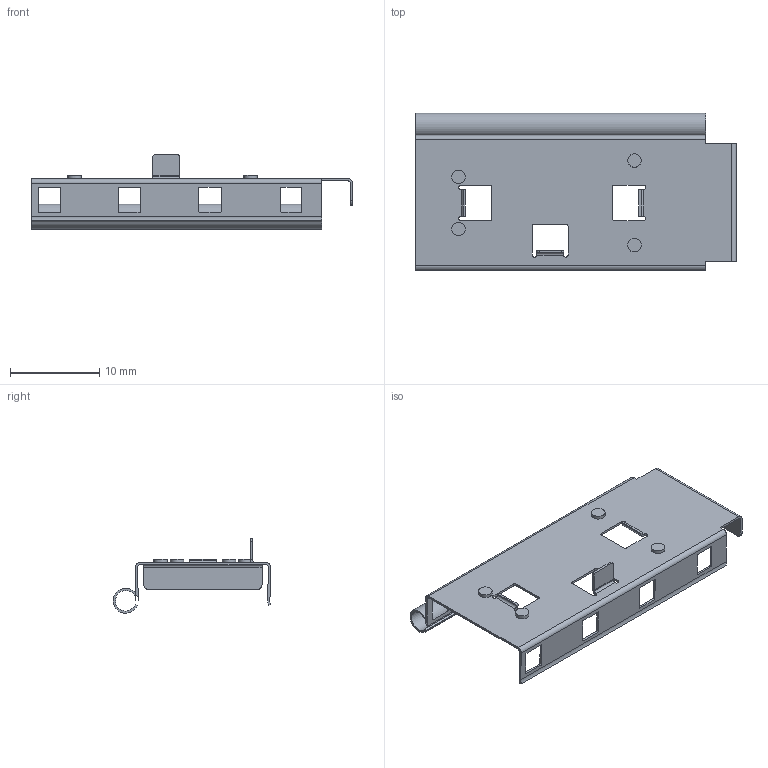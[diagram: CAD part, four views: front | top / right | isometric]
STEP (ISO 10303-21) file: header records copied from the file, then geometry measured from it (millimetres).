
FILE_DESCRIPTION(('FreeCAD Model'),'2;1');
FILE_NAME('Open CASCADE Shape Model','2023-09-29T21:42:55',( 'kicad StepUp'),('ksu MCAD'),'Open CASCADE STEP processor 7.5', 'FreeCAD','Unknown');
FILE_SCHEMA(('AUTOMOTIVE_DESIGN { 1 0 10303 214 1 1 1 1 }'));
Length unit declared in the file: millimetre
Products named in the file (1): molex-sfp-plus-747540-011-clip
Bounding box: 35.99 x 17.67 x 8.35 mm (x, y, z)
Volume: 131.3 mm3; surface area: 2076.7 mm2
Topology: 1 solids, 1 shells, 134 faces, 366 edges, 238 vertices
Faces by surface type: plane 82, cylinder 52
Full cylindrical faces by diameter (mm): 1.524 x4
Entity records: 4244 total; most frequent: CARTESIAN_POINT 735, DIRECTION 728, ORIENTED_EDGE 724, EDGE_CURVE 362, LINE 254, VECTOR 254, AXIS2_PLACEMENT_3D 237, VERTEX_POINT 236
